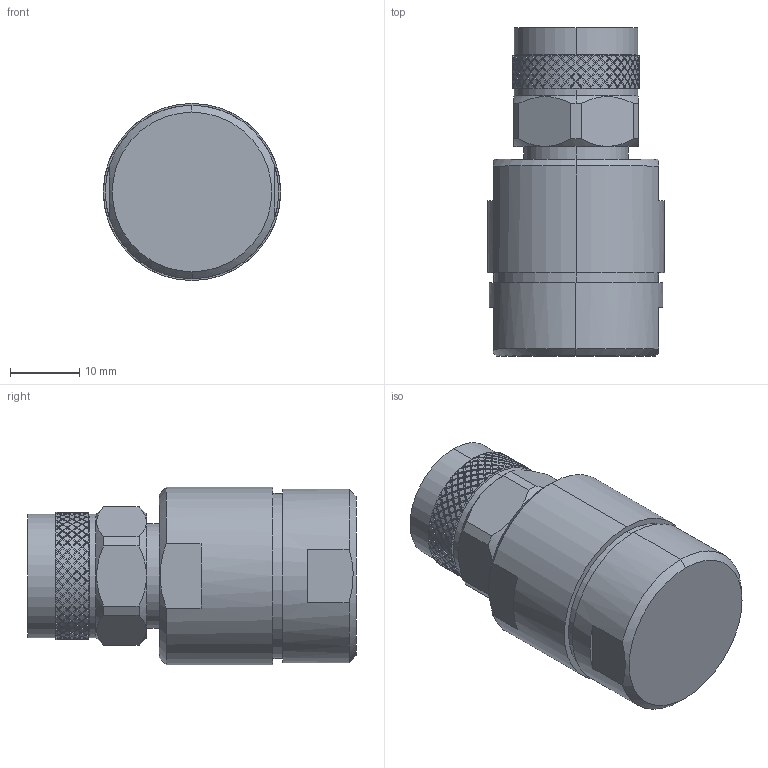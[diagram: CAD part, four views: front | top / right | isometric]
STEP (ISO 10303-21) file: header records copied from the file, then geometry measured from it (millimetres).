
FILE_DESCRIPTION((''),'2;1');
FILE_NAME('2','2021-08-11T',('Administrator'),(''),'PRO/ENGINEER BY PARAMETRIC TECHNOLOGY CORPORATION, 2012090','PRO/ENGINEER BY PARAMETRIC TECHNOLOGY CORPORATION, 2012090','');
FILE_SCHEMA(('CONFIG_CONTROL_DESIGN'));
Products named in the file (1): 2
Bounding box: 25.54 x 47.3 x 25.54 mm (x, y, z)
Volume: 17158.3 mm3; surface area: 5798.6 mm2
Topology: 1 solids, 1 shells, 2385 faces, 5697 edges, 3322 vertices
Faces by surface type: bspline 1924, cylinder 395, plane 44, cone 20, sphere 2
Entity records: 119258 total; most frequent: CARTESIAN_POINT 80079, ORIENTED_EDGE 11394, EDGE_CURVE 5697, B_SPLINE_CURVE_WITH_KNOTS 4780, VERTEX_POINT 3322, EDGE_LOOP 2393, FACE_OUTER_BOUND 2385, ADVANCED_FACE 2385
